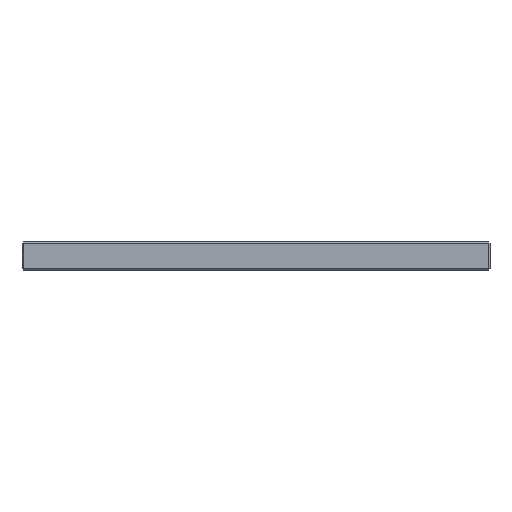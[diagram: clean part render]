
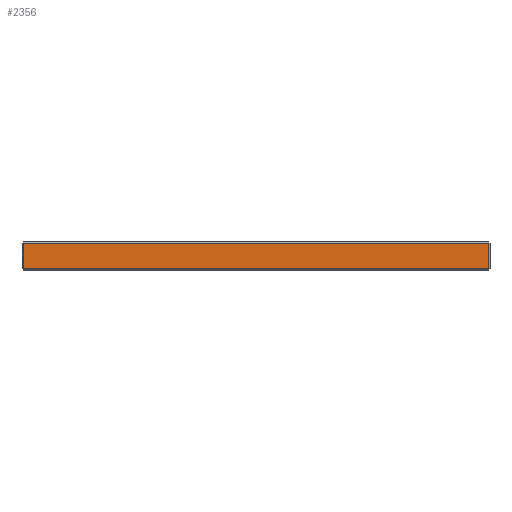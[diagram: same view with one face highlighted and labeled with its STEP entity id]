
A CAD part, front view. The second image highlights one B-rep face of the part: STEP entity #2356.
In plain terms, the highlighted planar face has unit normal (0, -1, 0).
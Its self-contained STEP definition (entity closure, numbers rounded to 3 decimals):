
#2356=ADVANCED_FACE('',(#4018),#3423,.T.);
#3423=PLANE('',#20753);
#4018=FACE_OUTER_BOUND('',#4925,.T.);
#4925=EDGE_LOOP('',(#6283,#6284,#6285,#6286));
#6283=ORIENTED_EDGE('',*,*,#14009,.T.);
#6284=ORIENTED_EDGE('',*,*,#14010,.T.);
#6285=ORIENTED_EDGE('',*,*,#14011,.T.);
#6286=ORIENTED_EDGE('',*,*,#14012,.T.);
#12041=VERTEX_POINT('',#27856);
#12042=VERTEX_POINT('',#27857);
#12043=VERTEX_POINT('',#27859);
#12044=VERTEX_POINT('',#27861);
#14009=EDGE_CURVE('',#12041,#12042,#16883,.T.);
#14010=EDGE_CURVE('',#12042,#12043,#16884,.T.);
#14011=EDGE_CURVE('',#12043,#12044,#16885,.T.);
#14012=EDGE_CURVE('',#12044,#12041,#16886,.T.);
#16883=LINE('',#27855,#18806);
#16884=LINE('',#27858,#18807);
#16885=LINE('',#27860,#18808);
#16886=LINE('',#27862,#18809);
#18806=VECTOR('',#22487,1.);
#18807=VECTOR('',#22488,1.);
#18808=VECTOR('',#22489,1.);
#18809=VECTOR('',#22490,1.);
#20753=AXIS2_PLACEMENT_3D('',#27863,#22491,#22492);
#22487=DIRECTION('',(-1.,0.,0.));
#22488=DIRECTION('',(0.,0.,-1.));
#22489=DIRECTION('',(1.,0.,0.));
#22490=DIRECTION('',(0.,0.,1.));
#22491=DIRECTION('',(0.,-1.,0.));
#22492=DIRECTION('',(0.,0.,-1.));
#27855=CARTESIAN_POINT('',(125.,0.,14.25));
#27856=CARTESIAN_POINT('',(249.275,0.,14.25));
#27857=CARTESIAN_POINT('',(0.725,0.,14.25));
#27858=CARTESIAN_POINT('',(0.725,0.,0.));
#27859=CARTESIAN_POINT('',(0.725,0.,0.75));
#27860=CARTESIAN_POINT('',(125.,0.,0.75));
#27861=CARTESIAN_POINT('',(249.275,0.,0.75));
#27862=CARTESIAN_POINT('',(249.275,0.,0.));
#27863=CARTESIAN_POINT('',(125.,0.,0.));
